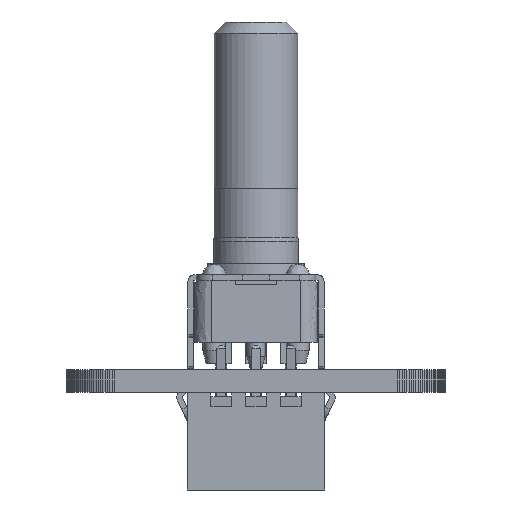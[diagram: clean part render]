
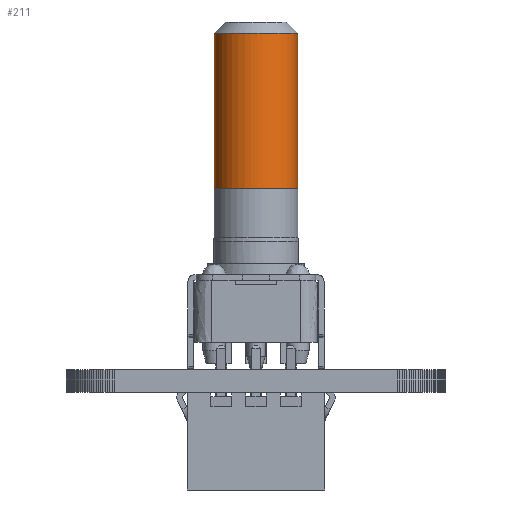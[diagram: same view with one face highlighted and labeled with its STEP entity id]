
A CAD part, front view. The second image highlights one B-rep face of the part: STEP entity #211.
In plain terms, the highlighted free-form (B-spline) face has degree [2, 1] with [9, 2] control points.
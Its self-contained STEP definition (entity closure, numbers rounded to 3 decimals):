
#81 = VERTEX_POINT('',#82);
#82 = CARTESIAN_POINT('',(-3.,0.,24.21));
#136 = VERTEX_POINT('',#137);
#137 = CARTESIAN_POINT('',(3.,0.,24.21));
#142 = EDGE_CURVE('',#136,#81,#143,.T.);
#143 = ( BOUNDED_CURVE() B_SPLINE_CURVE(2,(#144,#145,#146,#147,#148),
.UNSPECIFIED.,.F.,.F.) B_SPLINE_CURVE_WITH_KNOTS((3,2,3),(0.,
4.712,9.425),.PIECEWISE_BEZIER_KNOTS.) CURVE() 
GEOMETRIC_REPRESENTATION_ITEM() RATIONAL_B_SPLINE_CURVE((1.,
0.707,1.,0.707,1.)) REPRESENTATION_ITEM('') );
#144 = CARTESIAN_POINT('',(3.,0.,24.21));
#145 = CARTESIAN_POINT('',(3.,3.,24.21));
#146 = CARTESIAN_POINT('',(0.,3.,24.21));
#147 = CARTESIAN_POINT('',(-3.,3.,24.21));
#148 = CARTESIAN_POINT('',(-3.,0.,24.21));
#173 = EDGE_CURVE('',#81,#174,#176,.T.);
#174 = VERTEX_POINT('',#175);
#175 = CARTESIAN_POINT('',(-3.,0.,13.01));
#176 = B_SPLINE_CURVE_WITH_KNOTS('',1,(#177,#178),.UNSPECIFIED.,.F.,.F.,
  (2,2),(0.,11.2),.PIECEWISE_BEZIER_KNOTS.);
#177 = CARTESIAN_POINT('',(-3.,0.,24.21));
#178 = CARTESIAN_POINT('',(-3.,0.,13.01));
#211 = ADVANCED_FACE('',(#212),#231,.T.);
#212 = FACE_BOUND('',#213,.T.);
#213 = EDGE_LOOP('',(#214,#215,#216,#223));
#214 = ORIENTED_EDGE('',*,*,#173,.F.);
#215 = ORIENTED_EDGE('',*,*,#142,.F.);
#216 = ORIENTED_EDGE('',*,*,#217,.T.);
#217 = EDGE_CURVE('',#136,#218,#220,.T.);
#218 = VERTEX_POINT('',#219);
#219 = CARTESIAN_POINT('',(3.,0.,13.01));
#220 = B_SPLINE_CURVE_WITH_KNOTS('',1,(#221,#222),.UNSPECIFIED.,.F.,.F.,
  (2,2),(0.,11.2),.PIECEWISE_BEZIER_KNOTS.);
#221 = CARTESIAN_POINT('',(3.,0.,24.21));
#222 = CARTESIAN_POINT('',(3.,0.,13.01));
#223 = ORIENTED_EDGE('',*,*,#224,.T.);
#224 = EDGE_CURVE('',#218,#174,#225,.T.);
#225 = ( BOUNDED_CURVE() B_SPLINE_CURVE(2,(#226,#227,#228,#229,#230),
.UNSPECIFIED.,.F.,.F.) B_SPLINE_CURVE_WITH_KNOTS((3,2,3),(0.,
4.712,9.425),.PIECEWISE_BEZIER_KNOTS.) CURVE() 
GEOMETRIC_REPRESENTATION_ITEM() RATIONAL_B_SPLINE_CURVE((1.,
0.707,1.,0.707,1.)) REPRESENTATION_ITEM('') );
#226 = CARTESIAN_POINT('',(3.,0.,13.01));
#227 = CARTESIAN_POINT('',(3.,3.,13.01));
#228 = CARTESIAN_POINT('',(0.,3.,13.01));
#229 = CARTESIAN_POINT('',(-3.,3.,13.01));
#230 = CARTESIAN_POINT('',(-3.,0.,13.01));
#231 = ( BOUNDED_SURFACE() B_SPLINE_SURFACE(2,1,(
    (#232,#233)
    ,(#234,#235)
    ,(#236,#237)
    ,(#238,#239)
    ,(#240,#241)
    ,(#242,#243)
    ,(#244,#245)
    ,(#246,#247)
,(#248,#249
    )),.UNSPECIFIED.,.T.,.F.,.F.) B_SPLINE_SURFACE_WITH_KNOTS((1,2,2,2,2
    ,2,1),(2,2),(-1.571,0.,1.571,3.142,
    4.712,6.283,7.854),(0.,13.44),
.UNSPECIFIED.) GEOMETRIC_REPRESENTATION_ITEM() RATIONAL_B_SPLINE_SURFACE
((
    (1.,1.)
    ,(0.707,0.707)
    ,(1.,1.)
    ,(0.707,0.707)
    ,(1.,1.)
    ,(0.707,0.707)
    ,(1.,1.)
    ,(0.707,0.707)
,(1.,1.))) REPRESENTATION_ITEM('') SURFACE() );
#232 = CARTESIAN_POINT('',(0.,-3.,25.33));
#233 = CARTESIAN_POINT('',(0.,-3.,11.89));
#234 = CARTESIAN_POINT('',(-3.,-3.,25.33));
#235 = CARTESIAN_POINT('',(-3.,-3.,11.89));
#236 = CARTESIAN_POINT('',(-3.,0.,25.33));
#237 = CARTESIAN_POINT('',(-3.,0.,11.89));
#238 = CARTESIAN_POINT('',(-3.,3.,25.33));
#239 = CARTESIAN_POINT('',(-3.,3.,11.89));
#240 = CARTESIAN_POINT('',(0.,3.,25.33));
#241 = CARTESIAN_POINT('',(0.,3.,11.89));
#242 = CARTESIAN_POINT('',(3.,3.,25.33));
#243 = CARTESIAN_POINT('',(3.,3.,11.89));
#244 = CARTESIAN_POINT('',(3.,0.,25.33));
#245 = CARTESIAN_POINT('',(3.,0.,11.89));
#246 = CARTESIAN_POINT('',(3.,-3.,25.33));
#247 = CARTESIAN_POINT('',(3.,-3.,11.89));
#248 = CARTESIAN_POINT('',(0.,-3.,25.33));
#249 = CARTESIAN_POINT('',(0.,-3.,11.89));
